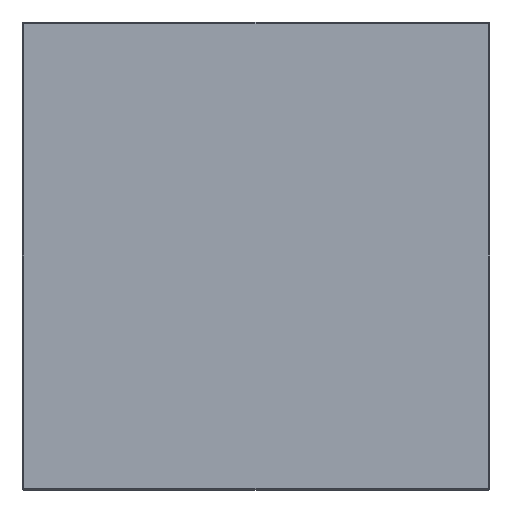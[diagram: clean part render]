
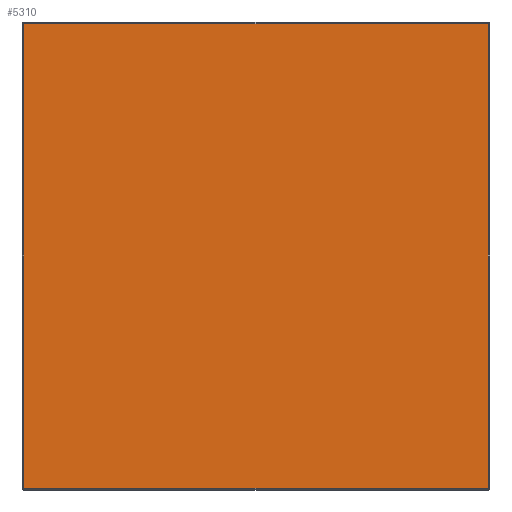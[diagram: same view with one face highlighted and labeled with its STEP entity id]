
A CAD part, left-side view. The second image highlights one B-rep face of the part: STEP entity #5310.
In plain terms, the highlighted planar face has unit normal (-1, 0, 0).
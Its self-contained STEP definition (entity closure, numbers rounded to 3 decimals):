
#128 = VECTOR ( 'NONE', #2322, 1000. ) ;
#301 = DIRECTION ( 'NONE',  ( 1., 0., 0. ) ) ;
#524 = EDGE_LOOP ( 'NONE', ( #4161, #2824, #5071, #1142 ) ) ;
#903 = VERTEX_POINT ( 'NONE', #3241 ) ;
#1138 = VERTEX_POINT ( 'NONE', #4631 ) ;
#1142 = ORIENTED_EDGE ( 'NONE', *, *, #5622, .T. ) ;
#1217 = FACE_OUTER_BOUND ( 'NONE', #524, .T. ) ;
#1393 = VECTOR ( 'NONE', #5327, 1000. ) ;
#1876 = CARTESIAN_POINT ( 'NONE',  ( -1., -0.6, 1.195 ) ) ;
#1986 = VECTOR ( 'NONE', #4661, 1000. ) ;
#2115 = EDGE_CURVE ( 'NONE', #903, #3169, #4878, .T. ) ;
#2282 = DIRECTION ( 'NONE',  ( 0., 1., 0. ) ) ;
#2305 = CARTESIAN_POINT ( 'NONE',  ( -1., 0.595, 0.005 ) ) ;
#2322 = DIRECTION ( 'NONE',  ( 0., 0., 1. ) ) ;
#2475 = CARTESIAN_POINT ( 'NONE',  ( -1., -0.6, 0.005 ) ) ;
#2824 = ORIENTED_EDGE ( 'NONE', *, *, #2115, .T. ) ;
#2901 = CARTESIAN_POINT ( 'NONE',  ( -1., -0.6, 0.02 ) ) ;
#2950 = EDGE_CURVE ( 'NONE', #3169, #3497, #5457, .T. ) ;
#3167 = EDGE_CURVE ( 'NONE', #1138, #903, #3920, .T. ) ;
#3169 = VERTEX_POINT ( 'NONE', #2305 ) ;
#3241 = CARTESIAN_POINT ( 'NONE',  ( -1., 0.595, 1.195 ) ) ;
#3333 = DIRECTION ( 'NONE',  ( 0., 0., -1. ) ) ;
#3497 = VERTEX_POINT ( 'NONE', #4669 ) ;
#3714 = AXIS2_PLACEMENT_3D ( 'NONE', #2901, #301, #3333 ) ;
#3795 = VECTOR ( 'NONE', #2282, 1000. ) ;
#3920 = LINE ( 'NONE', #1876, #3795 ) ;
#3952 = CARTESIAN_POINT ( 'NONE',  ( -1., -0.595, 0.02 ) ) ;
#4161 = ORIENTED_EDGE ( 'NONE', *, *, #3167, .T. ) ;
#4201 = PLANE ( 'NONE',  #3714 ) ;
#4631 = CARTESIAN_POINT ( 'NONE',  ( -1., -0.595, 1.195 ) ) ;
#4661 = DIRECTION ( 'NONE',  ( 0., -1., 0. ) ) ;
#4669 = CARTESIAN_POINT ( 'NONE',  ( -1., -0.595, 0.005 ) ) ;
#4778 = LINE ( 'NONE', #3952, #128 ) ;
#4878 = LINE ( 'NONE', #5558, #1393 ) ;
#5071 = ORIENTED_EDGE ( 'NONE', *, *, #2950, .T. ) ;
#5310 = ADVANCED_FACE ( 'NONE', ( #1217 ), #4201, .F. ) ;
#5327 = DIRECTION ( 'NONE',  ( 0., 0., -1. ) ) ;
#5457 = LINE ( 'NONE', #2475, #1986 ) ;
#5558 = CARTESIAN_POINT ( 'NONE',  ( -1., 0.595, 0.02 ) ) ;
#5622 = EDGE_CURVE ( 'NONE', #3497, #1138, #4778, .T. ) ;
